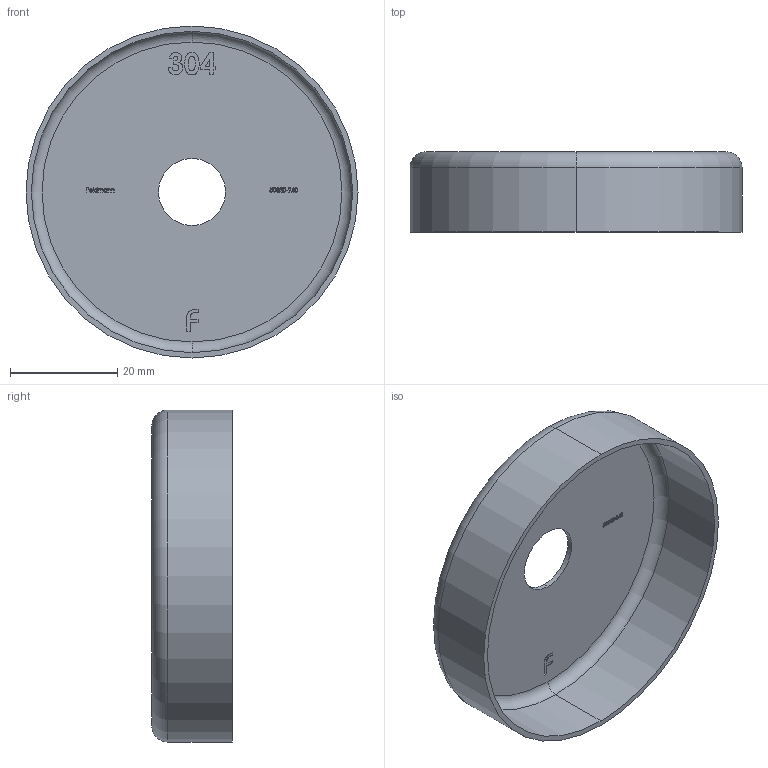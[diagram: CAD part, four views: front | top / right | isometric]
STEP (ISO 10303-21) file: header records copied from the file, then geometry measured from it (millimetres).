
FILE_DESCRIPTION (( 'STEP AP203' ), '1' );
FILE_NAME ('50820-240.step', '2020-11-05T12:45:31', ( '' ), ( '' ), 'SwSTEP 2.0', 'SolidWorks 2018', '' );
FILE_SCHEMA (( 'CONFIG_CONTROL_DESIGN' ));
Length unit declared in the file: millimetre
Products named in the file (2): 50820-240
Bounding box: 62 x 15 x 62 mm (x, y, z)
Volume: 5368.2 mm3; surface area: 10986.8 mm2
Topology: 1 solids, 1 shells, 298 faces, 785 edges, 522 vertices
Faces by surface type: plane 151, bspline 137, cylinder 6, torus 4
Entity records: 17226 total; most frequent: CARTESIAN_POINT 10616, ORIENTED_EDGE 1570, DIRECTION 857, EDGE_CURVE 785, VERTEX_POINT 522, LINE 491, VECTOR 491, EDGE_LOOP 333
